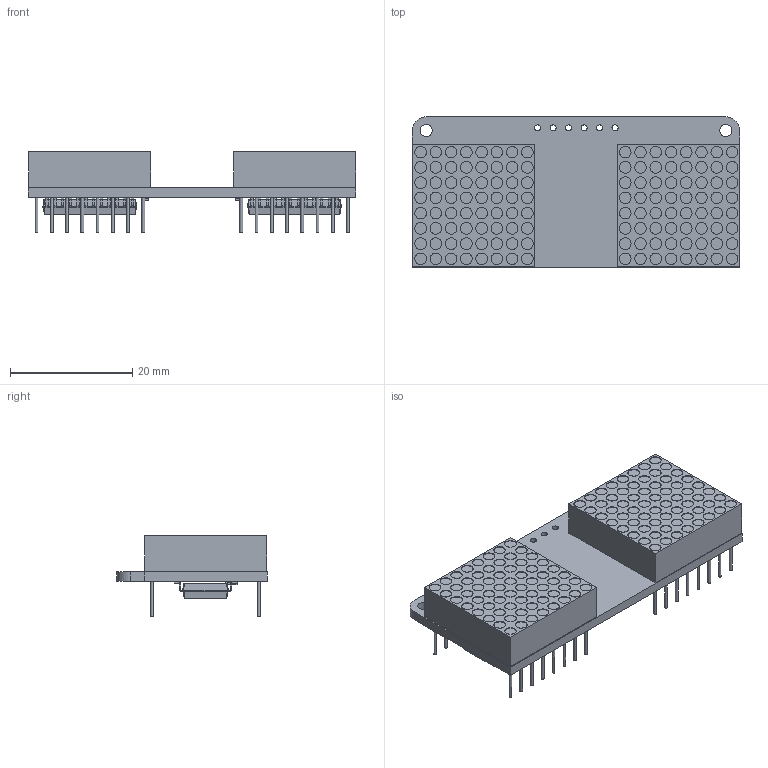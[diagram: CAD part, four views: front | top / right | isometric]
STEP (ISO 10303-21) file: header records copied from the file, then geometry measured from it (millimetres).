
FILE_DESCRIPTION(('KiCad electronic assembly'),'2;1');
FILE_NAME('VisorPlate20.step','2023-05-23T18:32:53',('Pcbnew'),('Kicad') ,'Open CASCADE STEP processor 7.6','KiCad to STEP converter','Unknown' );
FILE_SCHEMA(('AUTOMOTIVE_DESIGN { 1 0 10303 214 1 1 1 1 }'));
Length unit declared in the file: millimetre
Products named in the file (8): VisorPlate20 1; KWM-20882XBA v2; SOLID; SOIC-24W_7.5x15.4mm_P1.27mm; R_0805_2012Metric; _autosave-VisorPlate2.0 PCB
Assembly tree (10 placements, depth 3):
  VisorPlate20 1
    KWM-20882XBA v2  x2
      SOLID
    SOIC-24W_7.5x15.4mm_P1.27mm  x2
      SOLID
    R_0805_2012Metric  x2
      SOLID
    _autosave-VisorPlate2.0 PCB
Bounding box: 53.66 x 24.65 x 13.3 mm (x, y, z)
Volume: 7366.6 mm3; surface area: 6792 mm2
Topology: 7 solids, 7 shells, 1226 faces, 2902 edges, 1852 vertices
Faces by surface type: plane 718, cylinder 412, bspline 96
Full cylindrical faces by diameter (mm): 0.45 x32, 0.6 x2, 0.762 x32, 1 x6, 1.9 x128, 2 x2
Entity records: 43129 total; most frequent: CARTESIAN_POINT 8664, DIRECTION 5741, LINE 3509, VECTOR 3509, ORIENTED_EDGE 3046, PCURVE 3046, DEFINITIONAL_REPRESENTATION 3046, EDGE_CURVE 1523
